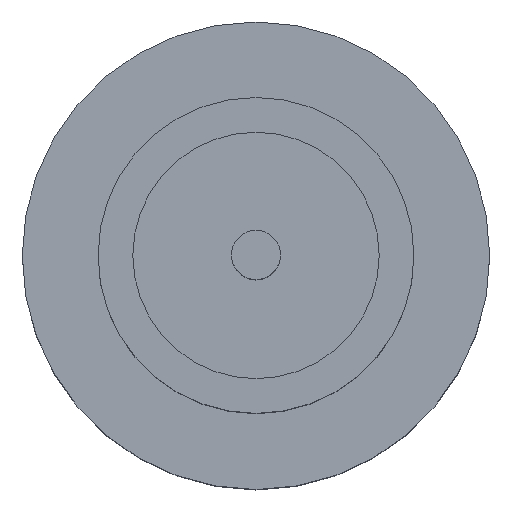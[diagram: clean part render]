
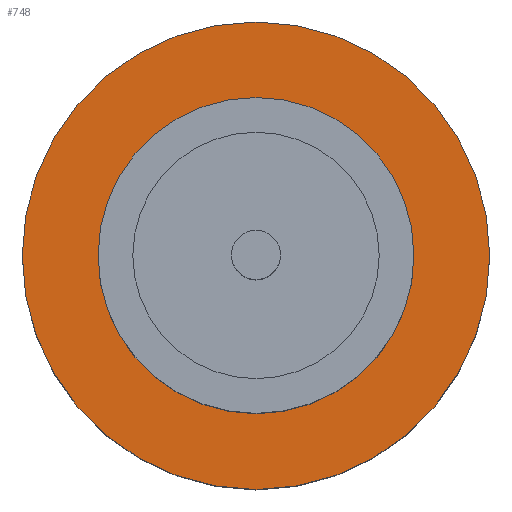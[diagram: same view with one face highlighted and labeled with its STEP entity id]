
A CAD part, top view. The second image highlights one B-rep face of the part: STEP entity #748.
In plain terms, the highlighted planar face has unit normal (0, 0, 1).
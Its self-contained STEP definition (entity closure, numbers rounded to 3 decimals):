
#19 = VERTEX_POINT ( 'NONE', #449 ) ;
#115 = DIRECTION ( 'NONE',  ( 1., 0., 0. ) ) ;
#141 = CARTESIAN_POINT ( 'NONE',  ( -1.25, 0., 1.55 ) ) ;
#144 = DIRECTION ( 'NONE',  ( 0., 0., 1. ) ) ;
#192 = ORIENTED_EDGE ( 'NONE', *, *, #639, .F. ) ;
#199 = DIRECTION ( 'NONE',  ( 0., 0., 1. ) ) ;
#201 = EDGE_LOOP ( 'NONE', ( #192, #713 ) ) ;
#208 = VERTEX_POINT ( 'NONE', #141 ) ;
#210 = AXIS2_PLACEMENT_3D ( 'NONE', #320, #144, #318 ) ;
#231 = CARTESIAN_POINT ( 'NONE',  ( 0., 0., 1.55 ) ) ;
#246 = CIRCLE ( 'NONE', #678, 1.85 ) ;
#312 = DIRECTION ( 'NONE',  ( 1., 0., 0. ) ) ;
#318 = DIRECTION ( 'NONE',  ( 1., 0., 0. ) ) ;
#320 = CARTESIAN_POINT ( 'NONE',  ( 0., 0., 1.55 ) ) ;
#352 = FACE_OUTER_BOUND ( 'NONE', #641, .T. ) ;
#380 = AXIS2_PLACEMENT_3D ( 'NONE', #705, #472, #642 ) ;
#382 = AXIS2_PLACEMENT_3D ( 'NONE', #722, #199, #312 ) ;
#399 = EDGE_CURVE ( 'NONE', #406, #19, #709, .T. ) ;
#404 = CARTESIAN_POINT ( 'NONE',  ( 1.25, 0., 1.55 ) ) ;
#406 = VERTEX_POINT ( 'NONE', #540 ) ;
#423 = EDGE_CURVE ( 'NONE', #208, #676, #569, .T. ) ;
#449 = CARTESIAN_POINT ( 'NONE',  ( -1.85, 0., 1.55 ) ) ;
#472 = DIRECTION ( 'NONE',  ( 0., 0., 1. ) ) ;
#486 = ORIENTED_EDGE ( 'NONE', *, *, #399, .T. ) ;
#540 = CARTESIAN_POINT ( 'NONE',  ( 1.85, 0., 1.55 ) ) ;
#569 = CIRCLE ( 'NONE', #382, 1.25 ) ;
#579 = PLANE ( 'NONE',  #380 ) ;
#597 = ORIENTED_EDGE ( 'NONE', *, *, #605, .T. ) ;
#605 = EDGE_CURVE ( 'NONE', #19, #406, #246, .T. ) ;
#626 = DIRECTION ( 'NONE',  ( 0., 0., 1. ) ) ;
#634 = DIRECTION ( 'NONE',  ( 1., 0., 0. ) ) ;
#639 = EDGE_CURVE ( 'NONE', #676, #208, #720, .T. ) ;
#641 = EDGE_LOOP ( 'NONE', ( #597, #486 ) ) ;
#642 = DIRECTION ( 'NONE',  ( 1., 0., 0. ) ) ;
#652 = AXIS2_PLACEMENT_3D ( 'NONE', #742, #626, #115 ) ;
#659 = FACE_BOUND ( 'NONE', #201, .T. ) ;
#676 = VERTEX_POINT ( 'NONE', #404 ) ;
#678 = AXIS2_PLACEMENT_3D ( 'NONE', #231, #749, #634 ) ;
#705 = CARTESIAN_POINT ( 'NONE',  ( 0., 0., 1.55 ) ) ;
#709 = CIRCLE ( 'NONE', #210, 1.85 ) ;
#713 = ORIENTED_EDGE ( 'NONE', *, *, #423, .F. ) ;
#720 = CIRCLE ( 'NONE', #652, 1.25 ) ;
#722 = CARTESIAN_POINT ( 'NONE',  ( 0., 0., 1.55 ) ) ;
#742 = CARTESIAN_POINT ( 'NONE',  ( 0., 0., 1.55 ) ) ;
#748 = ADVANCED_FACE ( 'NONE', ( #659, #352 ), #579, .T. ) ;
#749 = DIRECTION ( 'NONE',  ( 0., 0., 1. ) ) ;
